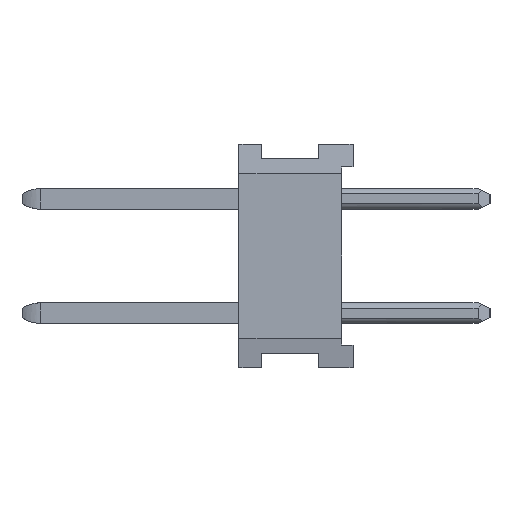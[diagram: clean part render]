
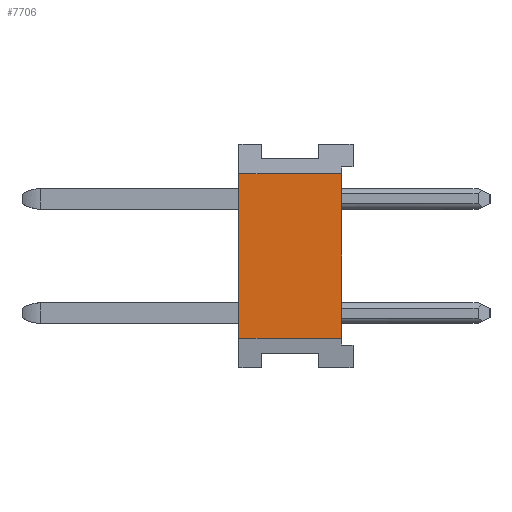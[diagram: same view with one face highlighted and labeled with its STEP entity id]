
A CAD part, left-side view. The second image highlights one B-rep face of the part: STEP entity #7706.
In plain terms, the highlighted planar face has unit normal (-1, 0, 0).
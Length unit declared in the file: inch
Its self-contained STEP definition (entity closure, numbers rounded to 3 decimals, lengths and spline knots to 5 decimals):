
#5519 = VERTEX_POINT ( 'NONE', #15730 ) ;
#5842 = EDGE_CURVE ( 'NONE', #5519, #5992, #16224, .T. ) ;
#5992 = VERTEX_POINT ( 'NONE', #16388 ) ;
#6130 = VERTEX_POINT ( 'NONE', #16542 ) ;
#6390 = VERTEX_POINT ( 'NONE', #17170 ) ;
#6483 = EDGE_CURVE ( 'NONE', #6130, #6390, #17139, .T. ) ;
#7704 = EDGE_CURVE ( 'NONE', #5519, #6390, #19071, .T. ) ;
#7706 = ADVANCED_FACE ( 'NONE', ( #19008 ), #19060, .F. ) ;
#7707 = EDGE_CURVE ( 'NONE', #5992, #6130, #19046, .T. ) ;
#7750 = ORIENTED_EDGE ( 'NONE', *, *, #7704, .T. ) ;
#7752 = ORIENTED_EDGE ( 'NONE', *, *, #5842, .F. ) ;
#7761 = EDGE_LOOP ( 'NONE', ( #7752, #7750, #7883, #7885 ) ) ;
#7883 = ORIENTED_EDGE ( 'NONE', *, *, #6483, .F. ) ;
#7885 = ORIENTED_EDGE ( 'NONE', *, *, #7707, .F. ) ;
#15730 = CARTESIAN_POINT ( 'NONE',  ( -0.25, -0.04, 0.072 ) ) ;
#16221 = DIRECTION ( 'NONE',  ( 0., 0., -1. ) ) ;
#16222 = VECTOR ( 'NONE', #16221, 39.37008 ) ;
#16223 = CARTESIAN_POINT ( 'NONE',  ( -0.25, -0.04, -0.078 ) ) ;
#16224 = LINE ( 'NONE', #16223, #16222 ) ;
#16388 = CARTESIAN_POINT ( 'NONE',  ( -0.25, -0.04, -0.072 ) ) ;
#16542 = CARTESIAN_POINT ( 'NONE',  ( -0.25, 0.05, -0.072 ) ) ;
#17130 = DIRECTION ( 'NONE',  ( 0., 0., 1. ) ) ;
#17131 = VECTOR ( 'NONE', #17130, 39.37008 ) ;
#17139 = LINE ( 'NONE', #17151, #17131 ) ;
#17151 = CARTESIAN_POINT ( 'NONE',  ( -0.25, 0.05, -0.098 ) ) ;
#17170 = CARTESIAN_POINT ( 'NONE',  ( -0.25, 0.05, 0.072 ) ) ;
#19002 = DIRECTION ( 'NONE',  ( 0., 1., 0. ) ) ;
#19003 = VECTOR ( 'NONE', #19002, 39.37008 ) ;
#19008 = FACE_OUTER_BOUND ( 'NONE', #7761, .T. ) ;
#19042 = DIRECTION ( 'NONE',  ( 0., 0., -1. ) ) ;
#19043 = DIRECTION ( 'NONE',  ( 1., 0., 0. ) ) ;
#19045 = CARTESIAN_POINT ( 'NONE',  ( -0.25, -0.0772, -0.072 ) ) ;
#19046 = LINE ( 'NONE', #19045, #19003 ) ;
#19048 = CARTESIAN_POINT ( 'NONE',  ( -0.25, 0.05, -0.098 ) ) ;
#19049 = DIRECTION ( 'NONE',  ( 0., 1., 0. ) ) ;
#19050 = VECTOR ( 'NONE', #19049, 39.37008 ) ;
#19051 = CARTESIAN_POINT ( 'NONE',  ( -0.25, -0.0772, 0.072 ) ) ;
#19052 = AXIS2_PLACEMENT_3D ( 'NONE', #19048, #19043, #19042 ) ;
#19060 = PLANE ( 'NONE',  #19052 ) ;
#19071 = LINE ( 'NONE', #19051, #19050 ) ;
